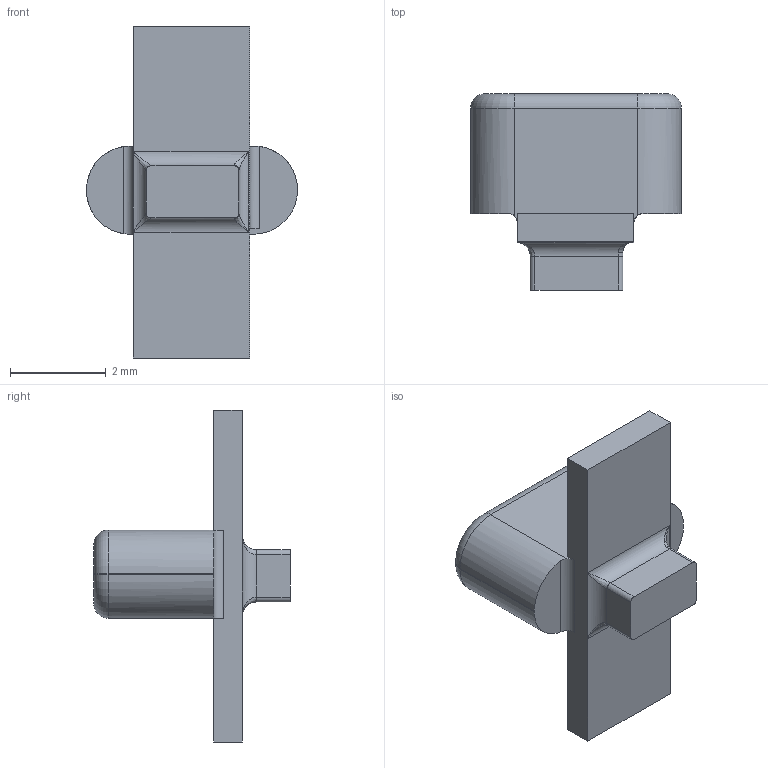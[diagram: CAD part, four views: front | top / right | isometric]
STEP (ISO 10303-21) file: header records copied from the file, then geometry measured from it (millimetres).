
FILE_DESCRIPTION(/* description */ (''),/* implementation_level */ '2;1');
FILE_NAME(/* name */ 'Felini v20 button.step',/* time_stamp */ '2023-07-22T19:27:06+07:00',/* author */ (''),/* organization */ (''),/* preprocessor_version */ 'ST-DEVELOPER v19.2',/* originating_system */ 'Autodesk Translation Framework v12.6.0.85',/* authorisation */ '');
FILE_SCHEMA (('AUTOMOTIVE_DESIGN { 1 0 10303 214 3 1 1 }'));
Length unit declared in the file: millimetre
Products named in the file (1): Felini
Bounding box: 4.41 x 4.1 x 6.94 mm (x, y, z)
Volume: 30.7 mm3; surface area: 81.6 mm2
Topology: 1 solids, 1 shells, 52 faces, 133 edges, 81 vertices
Faces by surface type: plane 22, cylinder 18, torus 8, bspline 4
Entity records: 1841 total; most frequent: CARTESIAN_POINT 579, ORIENTED_EDGE 262, DIRECTION 258, EDGE_CURVE 131, AXIS2_PLACEMENT_3D 93, VERTEX_POINT 81, LINE 72, VECTOR 72
